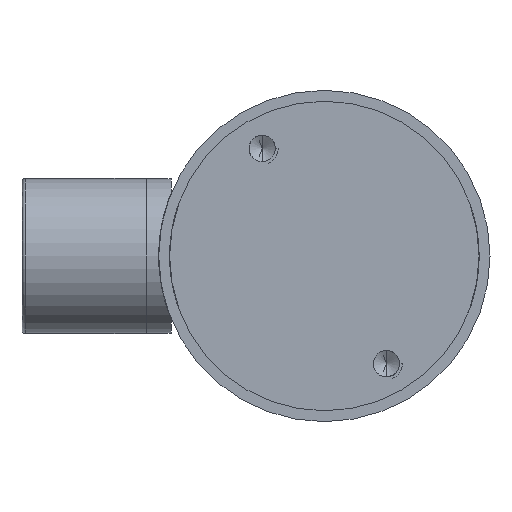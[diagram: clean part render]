
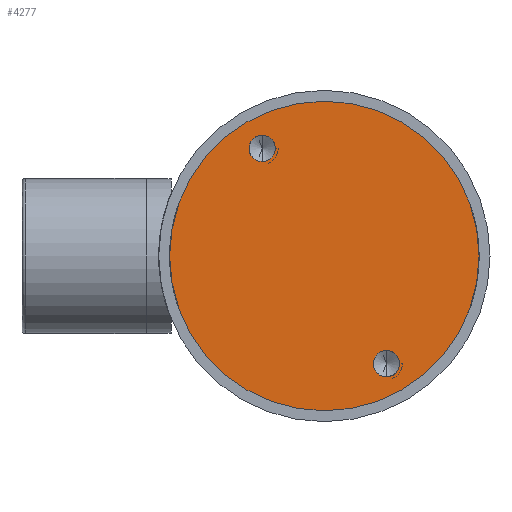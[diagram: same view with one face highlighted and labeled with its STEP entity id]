
A CAD part, front view. The second image highlights one B-rep face of the part: STEP entity #4277.
In plain terms, the highlighted planar face has unit normal (0, -1, 0).
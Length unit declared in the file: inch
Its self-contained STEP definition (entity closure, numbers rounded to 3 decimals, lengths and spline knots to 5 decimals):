
#105 = EDGE_CURVE ( 'NONE', #12598, #10693, #2017, .T. ) ;
#278 = CIRCLE ( 'NONE', #8086, 0.0795 ) ;
#508 = CARTESIAN_POINT ( 'NONE',  ( -0.375, -1.81, 0.57002 ) ) ;
#901 = DIRECTION ( 'NONE',  ( 0., -1., 0. ) ) ;
#905 = CARTESIAN_POINT ( 'NONE',  ( 0., -1.81, 0. ) ) ;
#1105 = EDGE_LOOP ( 'NONE', ( #10952, #14552 ) ) ;
#2009 = CARTESIAN_POINT ( 'NONE',  ( -0.375, -1.81, 0.64952 ) ) ;
#2017 = CIRCLE ( 'NONE', #17053, 0.0795 ) ;
#2134 = CIRCLE ( 'NONE', #12641, 0.0795 ) ;
#2718 = AXIS2_PLACEMENT_3D ( 'NONE', #2009, #3222, #13285 ) ;
#3112 = DIRECTION ( 'NONE',  ( 0., 0., -1. ) ) ;
#3222 = DIRECTION ( 'NONE',  ( 0., -1., 0. ) ) ;
#3397 = DIRECTION ( 'NONE',  ( 0., 0., -1. ) ) ;
#3767 = PLANE ( 'NONE',  #6557 ) ;
#3899 = CIRCLE ( 'NONE', #2718, 0.0795 ) ;
#4034 = VERTEX_POINT ( 'NONE', #7340 ) ;
#4046 = VERTEX_POINT ( 'NONE', #5196 ) ;
#4136 = CARTESIAN_POINT ( 'NONE',  ( 0.375, -1.81, -0.64952 ) ) ;
#4249 = AXIS2_PLACEMENT_3D ( 'NONE', #905, #15380, #6627 ) ;
#4261 = DIRECTION ( 'NONE',  ( 0., 0., -1. ) ) ;
#4277 = ADVANCED_FACE ( 'Defeatured_0310', ( #17894, #18087, #10740 ), #3767, .F. ) ;
#4673 = VERTEX_POINT ( 'NONE', #16685 ) ;
#5196 = CARTESIAN_POINT ( 'NONE',  ( 0.4545, -1.81, -0.64952 ) ) ;
#5671 = DIRECTION ( 'NONE',  ( 0., -1., 0. ) ) ;
#5806 = DIRECTION ( 'NONE',  ( 0., 0., 1. ) ) ;
#6030 = DIRECTION ( 'NONE',  ( 0., -1., 0. ) ) ;
#6391 = ORIENTED_EDGE ( 'NONE', *, *, #13769, .F. ) ;
#6557 = AXIS2_PLACEMENT_3D ( 'NONE', #7621, #17280, #5806 ) ;
#6567 = EDGE_CURVE ( 'NONE', #4673, #4034, #278, .T. ) ;
#6624 = CARTESIAN_POINT ( 'NONE',  ( -0.375, -1.81, 0.64952 ) ) ;
#6627 = DIRECTION ( 'NONE',  ( 0., 0., 1. ) ) ;
#6917 = CARTESIAN_POINT ( 'NONE',  ( -0.375, -1.81, 0.72902 ) ) ;
#7340 = CARTESIAN_POINT ( 'NONE',  ( 0.375, -1.81, -0.72902 ) ) ;
#7621 = CARTESIAN_POINT ( 'NONE',  ( 0., -1.81, 0. ) ) ;
#7769 = AXIS2_PLACEMENT_3D ( 'NONE', #10390, #14252, #13027 ) ;
#7815 = CIRCLE ( 'NONE', #16542, 0.0795 ) ;
#8086 = AXIS2_PLACEMENT_3D ( 'NONE', #8755, #6030, #3112 ) ;
#8147 = EDGE_CURVE ( 'NONE', #16571, #12957, #8369, .T. ) ;
#8369 = CIRCLE ( 'NONE', #7769, 0.934 ) ;
#8755 = CARTESIAN_POINT ( 'NONE',  ( 0.375, -1.81, -0.64952 ) ) ;
#9657 = VERTEX_POINT ( 'NONE', #17393 ) ;
#10390 = CARTESIAN_POINT ( 'NONE',  ( 0., -1.81, 0. ) ) ;
#10575 = EDGE_CURVE ( 'NONE', #10693, #9657, #3899, .T. ) ;
#10693 = VERTEX_POINT ( 'NONE', #508 ) ;
#10740 = FACE_OUTER_BOUND ( 'NONE', #1105, .T. ) ;
#10789 = EDGE_LOOP ( 'NONE', ( #13706, #6391, #13355 ) ) ;
#10952 = ORIENTED_EDGE ( 'NONE', *, *, #8147, .F. ) ;
#11512 = CARTESIAN_POINT ( 'NONE',  ( 0., -1.81, 0.934 ) ) ;
#11833 = ORIENTED_EDGE ( 'NONE', *, *, #105, .F. ) ;
#12063 = CARTESIAN_POINT ( 'NONE',  ( -0.375, -1.81, 0.64952 ) ) ;
#12349 = AXIS2_PLACEMENT_3D ( 'NONE', #4136, #13826, #12791 ) ;
#12598 = VERTEX_POINT ( 'NONE', #6917 ) ;
#12619 = ORIENTED_EDGE ( 'NONE', *, *, #10575, .F. ) ;
#12641 = AXIS2_PLACEMENT_3D ( 'NONE', #17237, #5671, #4261 ) ;
#12791 = DIRECTION ( 'NONE',  ( 0., 0., -1. ) ) ;
#12957 = VERTEX_POINT ( 'NONE', #17820 ) ;
#13027 = DIRECTION ( 'NONE',  ( 0., 0., 1. ) ) ;
#13285 = DIRECTION ( 'NONE',  ( 0., 0., -1. ) ) ;
#13355 = ORIENTED_EDGE ( 'NONE', *, *, #6567, .F. ) ;
#13537 = CIRCLE ( 'NONE', #12349, 0.0795 ) ;
#13688 = EDGE_CURVE ( 'NONE', #4046, #4673, #2134, .T. ) ;
#13706 = ORIENTED_EDGE ( 'NONE', *, *, #13688, .F. ) ;
#13769 = EDGE_CURVE ( 'NONE', #4034, #4046, #13537, .T. ) ;
#13826 = DIRECTION ( 'NONE',  ( 0., -1., 0. ) ) ;
#14252 = DIRECTION ( 'NONE',  ( 0., 1., 0. ) ) ;
#14552 = ORIENTED_EDGE ( 'NONE', *, *, #15990, .F. ) ;
#15265 = EDGE_LOOP ( 'NONE', ( #18470, #12619, #11833 ) ) ;
#15278 = DIRECTION ( 'NONE',  ( 0., 0., -1. ) ) ;
#15380 = DIRECTION ( 'NONE',  ( 0., 1., 0. ) ) ;
#15990 = EDGE_CURVE ( 'NONE', #12957, #16571, #18083, .T. ) ;
#16542 = AXIS2_PLACEMENT_3D ( 'NONE', #6624, #901, #15278 ) ;
#16571 = VERTEX_POINT ( 'NONE', #11512 ) ;
#16685 = CARTESIAN_POINT ( 'NONE',  ( 0.375, -1.81, -0.57002 ) ) ;
#17053 = AXIS2_PLACEMENT_3D ( 'NONE', #12063, #17803, #3397 ) ;
#17237 = CARTESIAN_POINT ( 'NONE',  ( 0.375, -1.81, -0.64952 ) ) ;
#17280 = DIRECTION ( 'NONE',  ( 0., 1., 0. ) ) ;
#17393 = CARTESIAN_POINT ( 'NONE',  ( -0.2955, -1.81, 0.64952 ) ) ;
#17472 = EDGE_CURVE ( 'NONE', #9657, #12598, #7815, .T. ) ;
#17803 = DIRECTION ( 'NONE',  ( 0., -1., 0. ) ) ;
#17820 = CARTESIAN_POINT ( 'NONE',  ( 0., -1.81, -0.934 ) ) ;
#17894 = FACE_BOUND ( 'NONE', #15265, .T. ) ;
#18083 = CIRCLE ( 'NONE', #4249, 0.934 ) ;
#18087 = FACE_BOUND ( 'NONE', #10789, .T. ) ;
#18470 = ORIENTED_EDGE ( 'NONE', *, *, #17472, .F. ) ;
